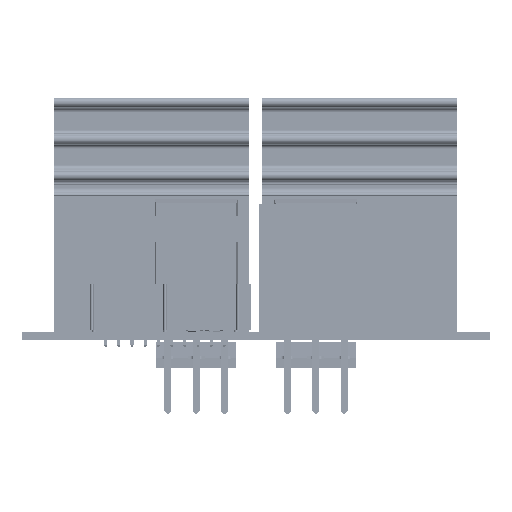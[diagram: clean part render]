
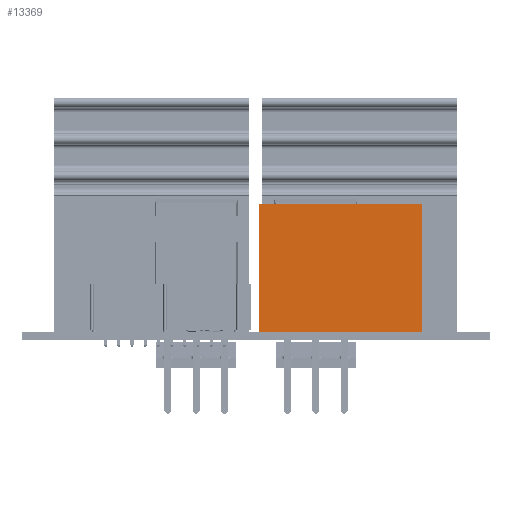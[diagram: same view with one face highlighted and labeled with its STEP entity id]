
A CAD part, left-side view. The second image highlights one B-rep face of the part: STEP entity #13369.
In plain terms, the highlighted planar face has unit normal (-1, 0, 0).
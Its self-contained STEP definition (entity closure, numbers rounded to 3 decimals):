
#13344 = VERTEX_POINT('',#13345);
#13345 = CARTESIAN_POINT('',(-7.,-15.75,24.5));
#13351 = EDGE_CURVE('',#13352,#13344,#13354,.T.);
#13352 = VERTEX_POINT('',#13353);
#13353 = CARTESIAN_POINT('',(-7.,-15.75,0.));
#13354 = LINE('',#13355,#13356);
#13355 = CARTESIAN_POINT('',(-7.,-15.75,0.));
#13356 = VECTOR('',#13357,1.);
#13357 = DIRECTION('',(0.,0.,1.));
#13369 = ADVANCED_FACE('',(#13370),#13395,.T.);
#13370 = FACE_BOUND('',#13371,.T.);
#13371 = EDGE_LOOP('',(#13372,#13373,#13381,#13389));
#13372 = ORIENTED_EDGE('',*,*,#13351,.T.);
#13373 = ORIENTED_EDGE('',*,*,#13374,.T.);
#13374 = EDGE_CURVE('',#13344,#13375,#13377,.T.);
#13375 = VERTEX_POINT('',#13376);
#13376 = CARTESIAN_POINT('',(-7.,15.75,24.5));
#13377 = LINE('',#13378,#13379);
#13378 = CARTESIAN_POINT('',(-7.,-15.75,24.5));
#13379 = VECTOR('',#13380,1.);
#13380 = DIRECTION('',(0.,1.,0.));
#13381 = ORIENTED_EDGE('',*,*,#13382,.F.);
#13382 = EDGE_CURVE('',#13383,#13375,#13385,.T.);
#13383 = VERTEX_POINT('',#13384);
#13384 = CARTESIAN_POINT('',(-7.,15.75,0.));
#13385 = LINE('',#13386,#13387);
#13386 = CARTESIAN_POINT('',(-7.,15.75,0.));
#13387 = VECTOR('',#13388,1.);
#13388 = DIRECTION('',(0.,0.,1.));
#13389 = ORIENTED_EDGE('',*,*,#13390,.F.);
#13390 = EDGE_CURVE('',#13352,#13383,#13391,.T.);
#13391 = LINE('',#13392,#13393);
#13392 = CARTESIAN_POINT('',(-7.,-15.75,0.));
#13393 = VECTOR('',#13394,1.);
#13394 = DIRECTION('',(0.,1.,0.));
#13395 = PLANE('',#13396);
#13396 = AXIS2_PLACEMENT_3D('',#13397,#13398,#13399);
#13397 = CARTESIAN_POINT('',(-7.,-15.75,0.));
#13398 = DIRECTION('',(-1.,0.,0.));
#13399 = DIRECTION('',(0.,1.,0.));
